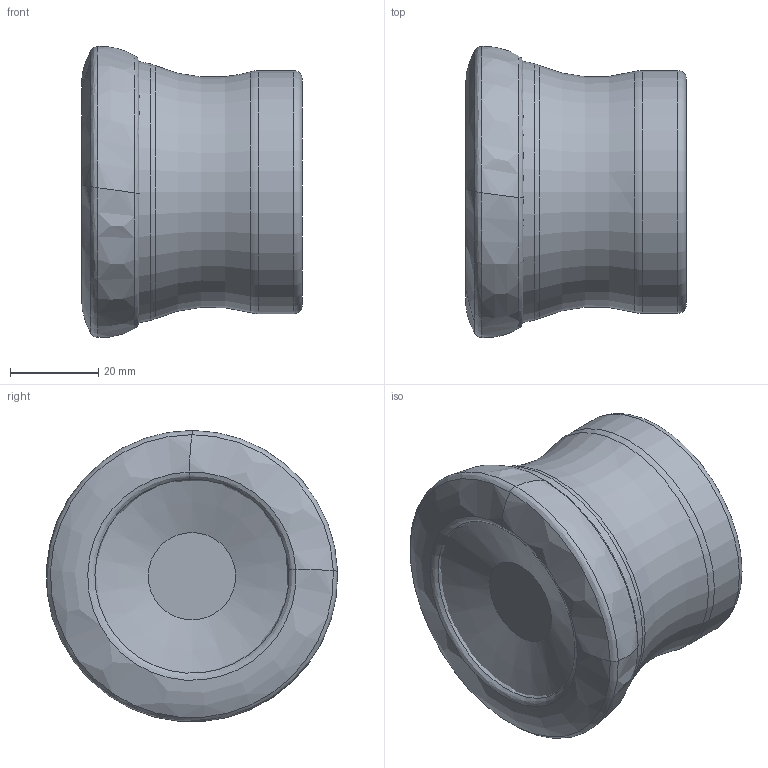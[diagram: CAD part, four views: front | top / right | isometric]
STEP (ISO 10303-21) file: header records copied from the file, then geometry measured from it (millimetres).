
FILE_DESCRIPTION(/* description */ (''),/* implementation_level */ '2;1');
FILE_NAME(/* name */ 'AHFM-SD1205-D066-A22-Z05-H.stp',/* time_stamp */ '2023-10-10T10:43:45+03:00',/* author */ (''),/* organization */ (''),/* preprocessor_version */ 'ST-DEVELOPER v19.4',/* originating_system */ 'SIEMENS PLM Software NX2306.5001',/* authorisation */ '');
FILE_SCHEMA (('AUTOMOTIVE_DESIGN { 1 0 10303 214 3 1 1 1 }'));
Length unit declared in the file: millimetre
Products named in the file (1): AHFM-SD1205-D066-A22-Z05-H-LIGHT_x_t_objects
Bounding box: 49.98 x 65.94 x 65.9 mm (x, y, z)
Volume: 140101 mm3; surface area: 21086.4 mm2
Topology: 2 solids, 2 shells, 28 faces, 52 edges, 27 vertices
Faces by surface type: bspline 16, torus 4, plane 3, revolution 3, cone 1, cylinder 1
Full cylindrical faces by diameter (mm): 55 x1
Entity records: 1004 total; most frequent: CARTESIAN_POINT 475, DIRECTION 109, ORIENTED_EDGE 86, AXIS2_PLACEMENT_3D 53, EDGE_CURVE 43, CIRCLE 43, EDGE_LOOP 38, ADVANCED_FACE 28
